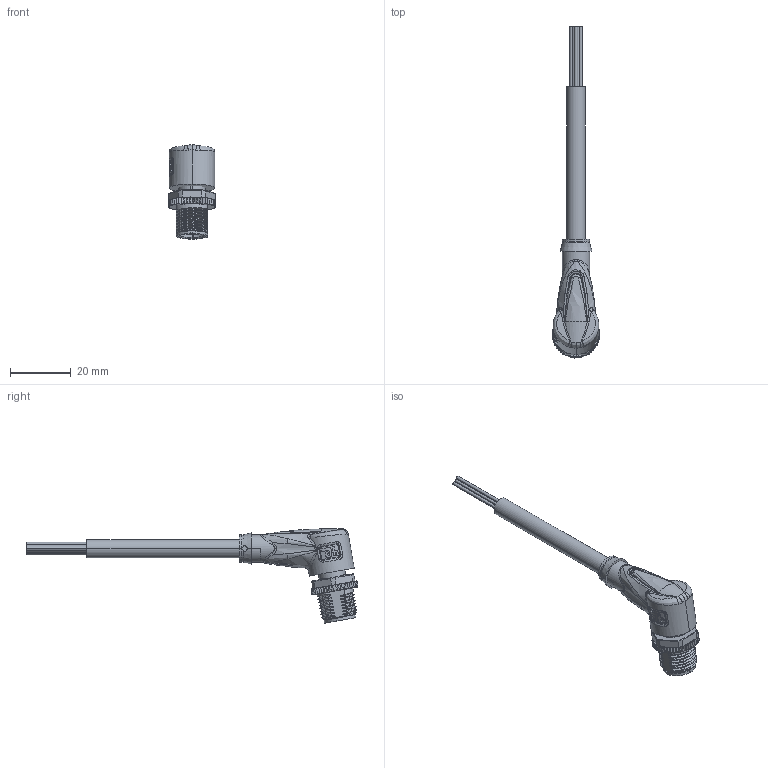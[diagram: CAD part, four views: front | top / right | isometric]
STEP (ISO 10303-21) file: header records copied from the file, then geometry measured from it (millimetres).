
FILE_DESCRIPTION(('STEP AP214'),'1');
FILE_NAME('cctmp_248B6241-3687-4B72-A6D3-E8F7D4C74C9B_2022_04_27_10_55_01_0656..stp','2022-04-27T08:55:08',('KiM GmbH'),('CADClick - www.CADClick.com'),'Spatial InterOp 3D postprocessed',' ','unknown authorization');
FILE_SCHEMA(('AUTOMOTIVE_DESIGN'));
Length unit declared in the file: millimetre
Products named in the file (7): T193905_1; Connection2; Cable; Connection1; Connection1_2; Connection1_1; T193905
Assembly tree (6 placements, depth 4):
  T193905
    T193905_1
      Connection2
      Cable
      Connection1
        Connection1_2
        Connection1_1
Bounding box: 15.4 x 108.98 x 30.94 mm (x, y, z)
Volume: 7408.2 mm3; surface area: 6144.7 mm2
Topology: 12 solids, 15 shells, 1650 faces, 4358 edges, 2786 vertices
Faces by surface type: plane 868, cylinder 356, bspline 181, torus 138, cone 91, sphere 16
Entity records: 70357 total; most frequent: CARTESIAN_POINT 25729, ORIENTED_EDGE 8678, DIRECTION 7554, EDGE_CURVE 4339, VERTEX_POINT 2786, LINE 2626, VECTOR 2626, AXIS2_PLACEMENT_3D 2464
